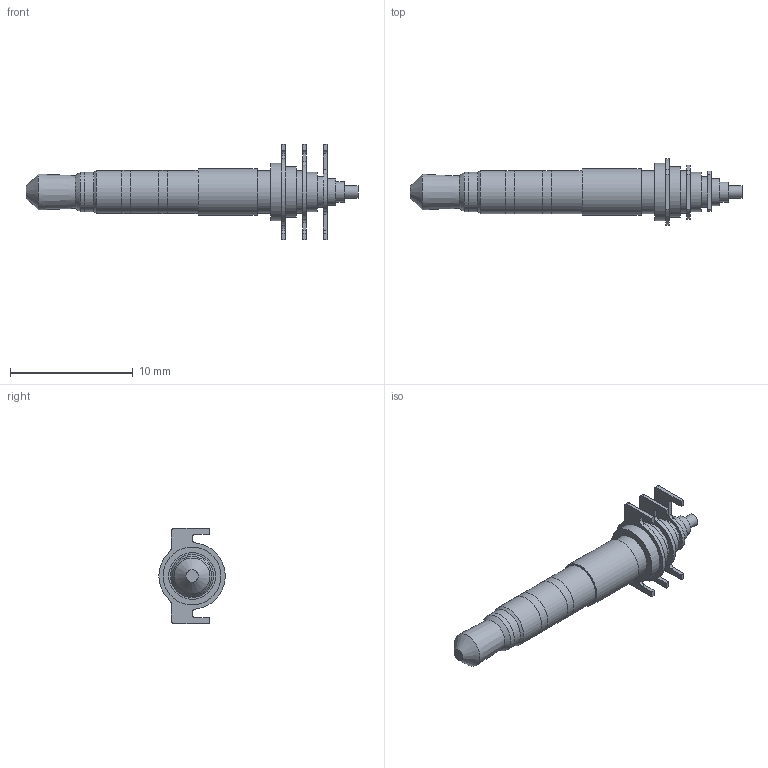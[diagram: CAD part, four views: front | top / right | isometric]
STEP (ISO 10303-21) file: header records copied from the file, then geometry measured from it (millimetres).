
FILE_DESCRIPTION(/* description */ ('STEP AP203'),/* implementation_level */ '2;1');
FILE_NAME(/* name */ 'Audio Jack V1.stp',/* time_stamp */ '2025-07-28T20:43:41-07:00',/* author */ ('mmajz'),/* organization */ (''),/* preprocessor_version */ 'ST-DEVELOPER v17',/* originating_system */ 'Autodesk Inventor 2019',/* authorisation */ '');
FILE_SCHEMA (('AUTOMOTIVE_DESIGN { 1 0 10303 214 3 1 1 }'));
Length unit declared in the file: millimetre
Products named in the file (1): Audio Jack V1
Bounding box: 27.01 x 5.39 x 7.8 mm (x, y, z)
Volume: 270 mm3; surface area: 587.1 mm2
Topology: 12 solids, 12 shells, 112 faces, 273 edges, 194 vertices
Faces by surface type: plane 62, cylinder 45, cone 5
Full cylindrical faces by diameter (mm): 1 x1, 1.63 x1, 2.195 x1, 2.512 x1, 3.191 x1, 3.2 x2, 3.439 x1, 3.5 x7, 3.8 x1, 4.14 x1, 4.7 x1
Entity records: 3429 total; most frequent: DIRECTION 635, CARTESIAN_POINT 580, ORIENTED_EDGE 546, EDGE_CURVE 273, AXIS2_PLACEMENT_3D 249, VERTEX_POINT 194, LINE 137, VECTOR 137
